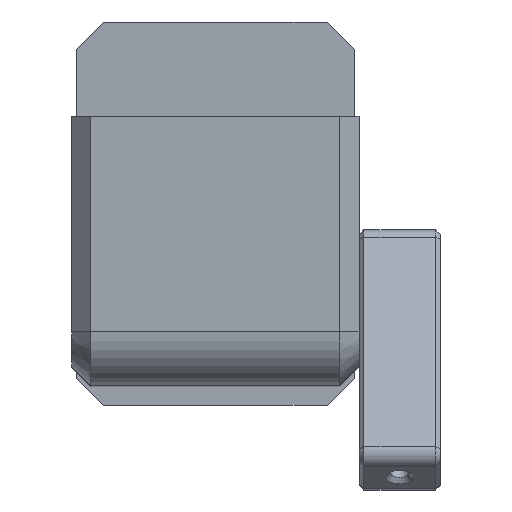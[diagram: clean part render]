
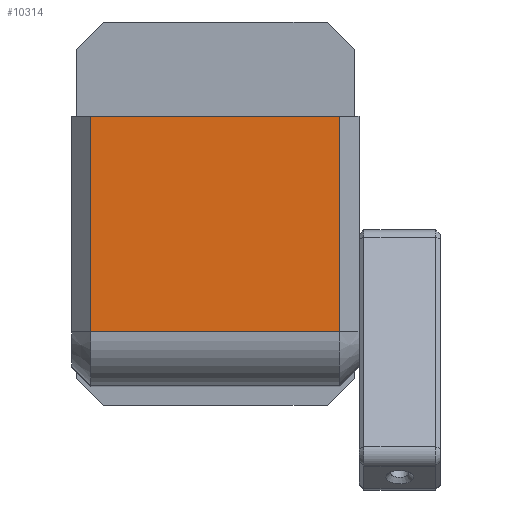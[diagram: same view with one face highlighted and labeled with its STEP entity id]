
A CAD part, top view. The second image highlights one B-rep face of the part: STEP entity #10314.
In plain terms, the highlighted planar face has unit normal (0, 0, 1).
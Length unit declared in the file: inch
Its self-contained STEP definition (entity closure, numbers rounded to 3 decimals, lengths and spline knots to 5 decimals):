
#909=LINE('',#19044,#1631);
#910=LINE('',#19046,#1632);
#911=LINE('',#19048,#1633);
#912=LINE('',#19049,#1634);
#1631=VECTOR('',#13859,0.3937);
#1632=VECTOR('',#13860,0.3937);
#1633=VECTOR('',#13861,0.3937);
#1634=VECTOR('',#13862,0.3937);
#2383=FACE_OUTER_BOUND('',#3009,.T.);
#3009=EDGE_LOOP('',(#8254,#8255,#8256,#8257));
#4581=VERTEX_POINT('',#19042);
#4582=VERTEX_POINT('',#19043);
#4583=VERTEX_POINT('',#19045);
#4584=VERTEX_POINT('',#19047);
#5888=EDGE_CURVE('',#4581,#4582,#909,.T.);
#5889=EDGE_CURVE('',#4583,#4581,#910,.T.);
#5890=EDGE_CURVE('',#4584,#4583,#911,.T.);
#5891=EDGE_CURVE('',#4582,#4584,#912,.T.);
#8254=ORIENTED_EDGE('',*,*,#5888,.F.);
#8255=ORIENTED_EDGE('',*,*,#5889,.F.);
#8256=ORIENTED_EDGE('',*,*,#5890,.F.);
#8257=ORIENTED_EDGE('',*,*,#5891,.F.);
#9793=PLANE('',#11403);
#10314=ADVANCED_FACE('',(#2383),#9793,.T.);
#11403=AXIS2_PLACEMENT_3D('',#19041,#13857,#13858);
#13857=DIRECTION('center_axis',(0.,0.,1.));
#13858=DIRECTION('ref_axis',(0.,-1.,0.));
#13859=DIRECTION('',(0.,1.,0.));
#13860=DIRECTION('',(-1.,0.,0.));
#13861=DIRECTION('',(0.,-1.,0.));
#13862=DIRECTION('',(1.,0.,0.));
#19041=CARTESIAN_POINT('Origin',(0.,0.,-2.));
#19042=CARTESIAN_POINT('',(-2.6,-4.5,-2.));
#19043=CARTESIAN_POINT('',(-2.6,0.,-2.));
#19044=CARTESIAN_POINT('',(-2.6,-1.40625,-2.));
#19045=CARTESIAN_POINT('',(2.6,-4.5,-2.));
#19046=CARTESIAN_POINT('',(0.,-4.5,-2.));
#19047=CARTESIAN_POINT('',(2.6,0.,-2.));
#19048=CARTESIAN_POINT('',(2.6,-1.40625,-2.));
#19049=CARTESIAN_POINT('',(0.,0.,-2.));
